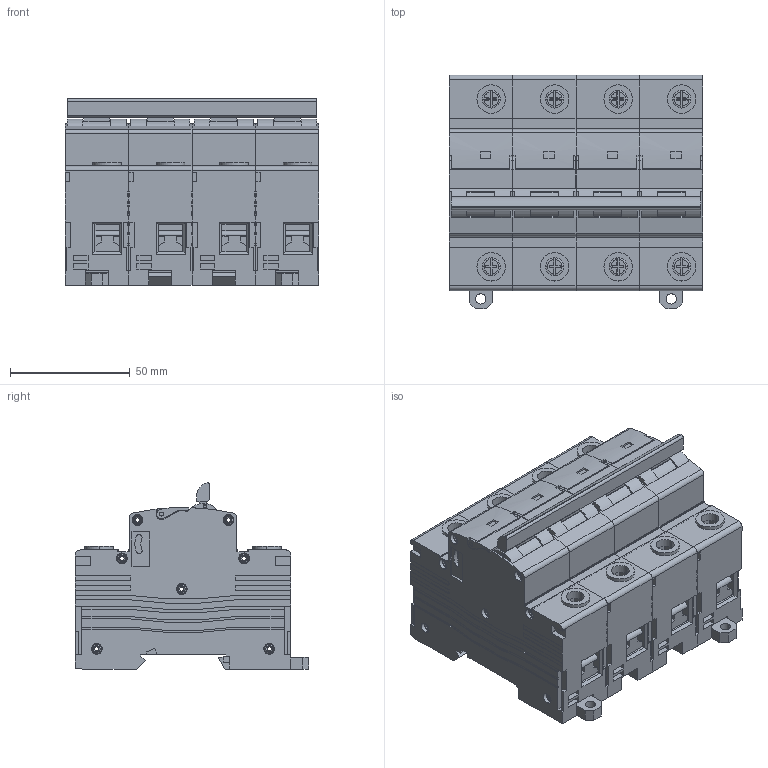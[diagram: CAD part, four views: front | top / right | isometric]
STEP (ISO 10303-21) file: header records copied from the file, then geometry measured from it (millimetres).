
FILE_DESCRIPTION (( 'STEP AP214' ), '1' );
FILE_NAME ('Âûêëþ÷àòåëü àâòîìàòè÷åñêèé AV-125 4Ð äî 125À EKF AVERES (mcb125-4-100C-av).STEP', '2023-09-18T08:00:38', ( '' ), ( '' ), 'SwSTEP 2.0', 'SolidWorks 2021', '' );
FILE_SCHEMA (( 'AUTOMOTIVE_DESIGN' ));
Length unit declared in the file: millimetre
Products named in the file (1): Âûêëþ÷àòåëü àâòîìàòè÷åñêèé AV-125 4Ð äî 125À EKF AVERES (mcb125-4-100C-av)
Bounding box: 106 x 97.5 x 77.89 mm (x, y, z)
Volume: 496159.9 mm3; surface area: 115303.1 mm2
Topology: 83 solids, 83 shells, 2507 faces, 6399 edges, 4130 vertices
Faces by surface type: plane 1544, cylinder 723, torus 240
Entity records: 97840 total; most frequent: CARTESIAN_POINT 13405, DIRECTION 13269, ORIENTED_EDGE 12798, EDGE_CURVE 6399, VECTOR 4449, LINE 4449, AXIS2_PLACEMENT_3D 4410, VERTEX_POINT 4130
